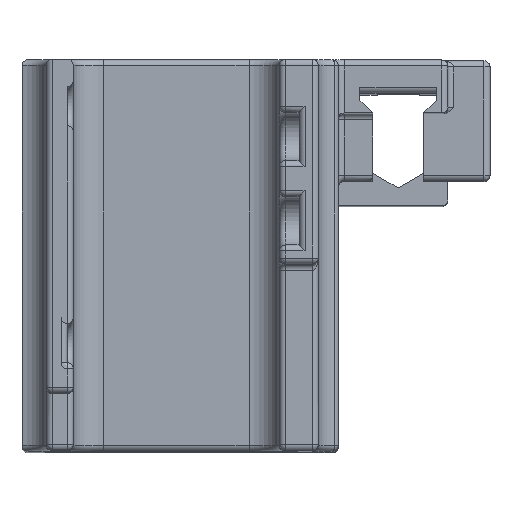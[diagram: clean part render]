
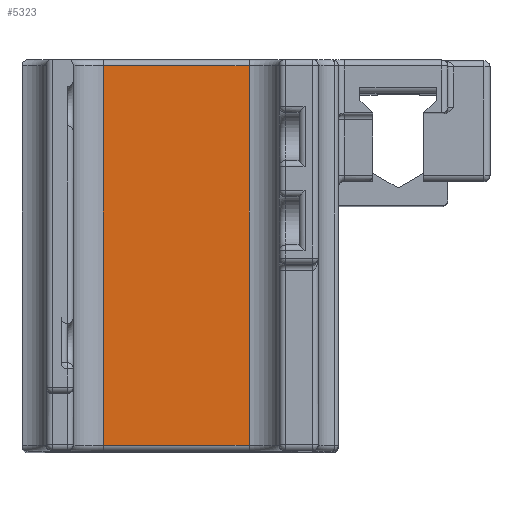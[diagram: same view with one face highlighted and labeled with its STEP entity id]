
A CAD part, top view. The second image highlights one B-rep face of the part: STEP entity #5323.
In plain terms, the highlighted planar face has unit normal (0, 0, 1).
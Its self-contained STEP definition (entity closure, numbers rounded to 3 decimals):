
#188=PLANE('',#6026);
#569=LINE('',#9609,#965);
#570=LINE('',#9614,#966);
#571=LINE('',#9618,#967);
#572=LINE('',#9619,#968);
#965=VECTOR('',#7688,10.);
#966=VECTOR('',#7695,10.);
#967=VECTOR('',#7700,10.);
#968=VECTOR('',#7701,10.);
#1447=FACE_OUTER_BOUND('',#1806,.T.);
#1806=EDGE_LOOP('',(#4730,#4731,#4732,#4733));
#2619=VERTEX_POINT('',#9603);
#2620=VERTEX_POINT('',#9607);
#2621=VERTEX_POINT('',#9613);
#2622=VERTEX_POINT('',#9617);
#3362=EDGE_CURVE('',#2619,#2620,#569,.T.);
#3364=EDGE_CURVE('',#2620,#2621,#570,.T.);
#3366=EDGE_CURVE('',#2622,#2619,#571,.T.);
#3367=EDGE_CURVE('',#2621,#2622,#572,.T.);
#4730=ORIENTED_EDGE('',*,*,#3362,.F.);
#4731=ORIENTED_EDGE('',*,*,#3366,.F.);
#4732=ORIENTED_EDGE('',*,*,#3367,.F.);
#4733=ORIENTED_EDGE('',*,*,#3364,.F.);
#5323=ADVANCED_FACE('',(#1447),#188,.T.);
#6026=AXIS2_PLACEMENT_3D('',#9616,#7698,#7699);
#7688=DIRECTION('',(1.,0.,0.));
#7695=DIRECTION('',(0.,-1.,0.));
#7698=DIRECTION('center_axis',(0.,0.,1.));
#7699=DIRECTION('ref_axis',(1.,0.,0.));
#7700=DIRECTION('',(0.,1.,0.));
#7701=DIRECTION('',(-1.,0.,0.));
#9603=CARTESIAN_POINT('',(13.5,-1.,156.));
#9607=CARTESIAN_POINT('',(37.7,-1.,156.));
#9609=CARTESIAN_POINT('',(39.375,-1.,156.));
#9613=CARTESIAN_POINT('',(37.7,-64.,156.));
#9614=CARTESIAN_POINT('',(37.7,-16.25,156.));
#9616=CARTESIAN_POINT('Origin',(26.25,-32.5,156.));
#9617=CARTESIAN_POINT('',(13.5,-64.,156.));
#9618=CARTESIAN_POINT('',(13.5,-48.75,156.));
#9619=CARTESIAN_POINT('',(13.125,-64.,156.));
